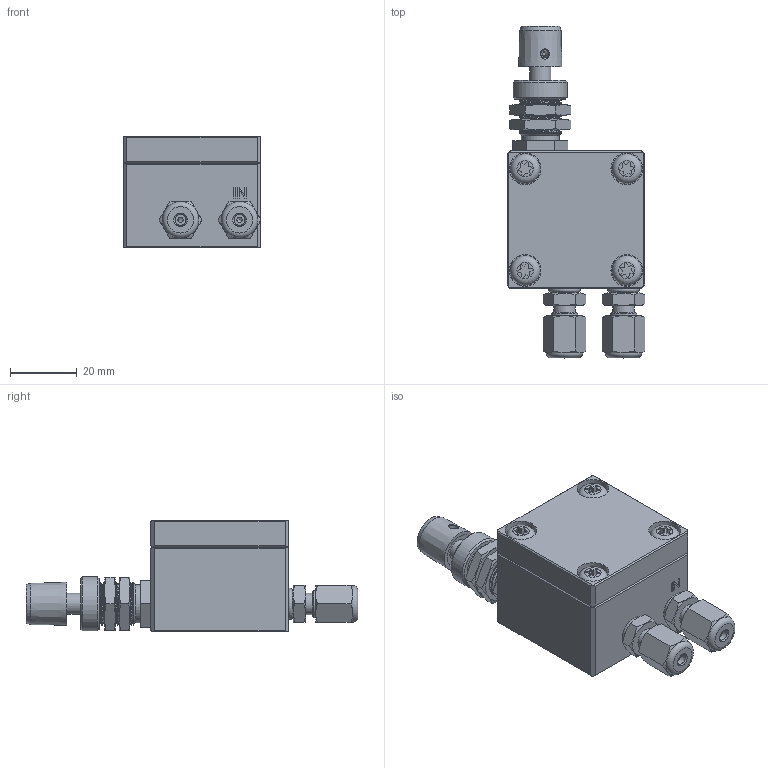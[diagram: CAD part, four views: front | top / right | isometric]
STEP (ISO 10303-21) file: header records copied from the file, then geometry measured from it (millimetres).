
FILE_DESCRIPTION((''),'2;1');
FILE_NAME('312395-FC10AV2K Gas flow controller.stp','2013-08-26T13:41:50',('Franzp'),(''),'Autodesk Inventor 2013','Autodesk Inventor 2013','');
FILE_SCHEMA(('AUTOMOTIVE_DESIGN { 1 0 10303 214 1 1 1 1 }'));
Length unit declared in the file: millimetre
Products named in the file (3): 3223a95; 322395; 313160
Assembly tree (3 placements, depth 2):
  3223a95
    322395
    313160  x2
Bounding box: 41.3 x 99.47 x 33.46 mm (x, y, z)
Volume: 661 mm3; surface area: 17075.1 mm2
Topology: 2 solids, 29 shells, 242 faces, 788 edges, 534 vertices
Faces by surface type: plane 163, cylinder 35, cone 33, torus 8, bspline 3
Full cylindrical faces by diameter (mm): 2.487 x2, 3.175 x1, 3.2 x1, 3.3 x2, 3.302 x1, 6.35 x3, 6.46 x2, 6.553 x2, 7.938 x2, 9.525 x4, 10.6 x1, 11.43 x1, 11.523 x2, 11.836 x2, 16.256 x1
Entity records: 12358 total; most frequent: CARTESIAN_POINT 5740, DIRECTION 1298, ORIENTED_EDGE 1066, EDGE_CURVE 683, VERTEX_POINT 501, AXIS2_PLACEMENT_3D 461, VECTOR 376, LINE 376
